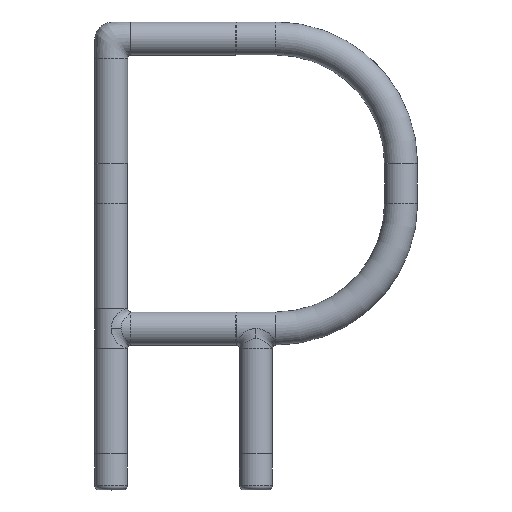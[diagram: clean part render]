
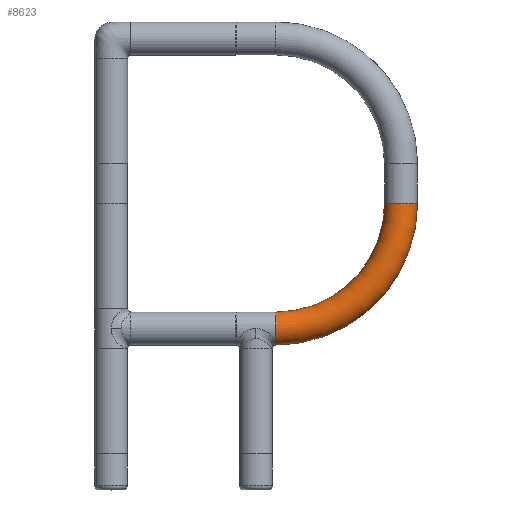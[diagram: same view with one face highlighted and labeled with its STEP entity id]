
A CAD part, top view. The second image highlights one B-rep face of the part: STEP entity #8623.
In plain terms, the highlighted toroidal (fillet/blend) face has major radius 94.8 mm and minor radius 12.5 mm.
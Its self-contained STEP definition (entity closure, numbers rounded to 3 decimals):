
#695=TOROIDAL_SURFACE('',#57019,94.8,12.5);
#5721=CIRCLE('',#57013,12.5);
#5722=CIRCLE('',#57015,12.5);
#5723=CIRCLE('',#57017,82.3);
#5724=CIRCLE('',#57018,107.3);
#8623=ADVANCED_FACE('',(#12518),#695,.T.);
#12518=FACE_OUTER_BOUND('',#15824,.T.);
#15824=EDGE_LOOP('',(#27457,#27458,#27459,#27460));
#27457=ORIENTED_EDGE('',*,*,#42635,.F.);
#27458=ORIENTED_EDGE('',*,*,#42637,.T.);
#27459=ORIENTED_EDGE('',*,*,#42633,.T.);
#27460=ORIENTED_EDGE('',*,*,#42638,.T.);
#35768=VERTEX_POINT('',#117551);
#35769=VERTEX_POINT('',#117553);
#35770=VERTEX_POINT('',#117557);
#35771=VERTEX_POINT('',#117559);
#42633=EDGE_CURVE('',#35768,#35769,#5721,.T.);
#42635=EDGE_CURVE('',#35770,#35771,#5722,.T.);
#42637=EDGE_CURVE('',#35770,#35768,#5723,.T.);
#42638=EDGE_CURVE('',#35769,#35771,#5724,.T.);
#57013=AXIS2_PLACEMENT_3D('',#117554,#69252,#69253);
#57015=AXIS2_PLACEMENT_3D('',#117558,#69257,#69258);
#57017=AXIS2_PLACEMENT_3D('',#117562,#69262,#69263);
#57018=AXIS2_PLACEMENT_3D('',#117563,#69264,#69265);
#57019=AXIS2_PLACEMENT_3D('',#117564,#69266,#69267);
#69252=DIRECTION('',(1.,0.,0.));
#69253=DIRECTION('',(0.,1.,0.));
#69257=DIRECTION('',(0.,1.,0.));
#69258=DIRECTION('',(-1.,0.,0.));
#69262=DIRECTION('',(0.,0.,-1.));
#69263=DIRECTION('',(0.,1.,0.));
#69264=DIRECTION('',(0.,0.,1.));
#69265=DIRECTION('',(0.,1.,0.));
#69266=DIRECTION('',(0.,0.,-1.));
#69267=DIRECTION('',(0.,1.,0.));
#117551=CARTESIAN_POINT('',(125.05,122.4,0.));
#117553=CARTESIAN_POINT('',(125.05,97.4,0.));
#117554=CARTESIAN_POINT('',(125.05,109.9,0.));
#117557=CARTESIAN_POINT('',(207.325,204.675,0.));
#117558=CARTESIAN_POINT('',(219.825,204.675,0.));
#117559=CARTESIAN_POINT('',(232.325,204.675,0.));
#117562=CARTESIAN_POINT('',(125.025,204.7,0.));
#117563=CARTESIAN_POINT('',(125.025,204.7,0.));
#117564=CARTESIAN_POINT('',(125.025,204.7,0.));
